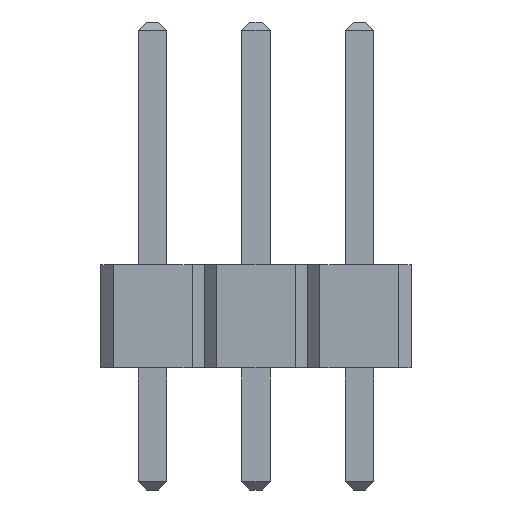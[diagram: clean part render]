
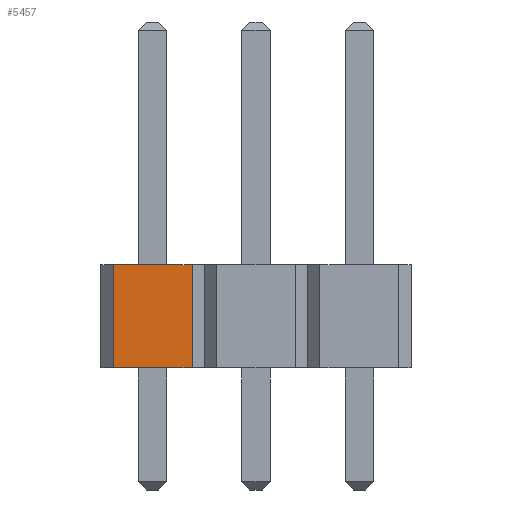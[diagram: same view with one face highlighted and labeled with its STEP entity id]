
A CAD part, front view. The second image highlights one B-rep face of the part: STEP entity #5457.
In plain terms, the highlighted planar face has unit normal (0, -1, 0).
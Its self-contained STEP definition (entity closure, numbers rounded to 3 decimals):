
#4907 = VERTEX_POINT('',#4908);
#4908 = CARTESIAN_POINT('',(-0.97,-24.13,0.));
#4914 = EDGE_CURVE('',#4915,#4907,#4917,.T.);
#4915 = VERTEX_POINT('',#4916);
#4916 = CARTESIAN_POINT('',(0.97,-24.13,0.));
#4917 = LINE('',#4918,#4919);
#4918 = CARTESIAN_POINT('',(1.27,-24.13,0.));
#4919 = VECTOR('',#4920,1.);
#4920 = DIRECTION('',(-1.,0.,0.));
#5129 = VERTEX_POINT('',#5130);
#5130 = CARTESIAN_POINT('',(-0.97,-24.13,2.54));
#5136 = EDGE_CURVE('',#5137,#5129,#5139,.T.);
#5137 = VERTEX_POINT('',#5138);
#5138 = CARTESIAN_POINT('',(0.97,-24.13,2.54));
#5139 = LINE('',#5140,#5141);
#5140 = CARTESIAN_POINT('',(1.27,-24.13,2.54));
#5141 = VECTOR('',#5142,1.);
#5142 = DIRECTION('',(-1.,0.,0.));
#5447 = EDGE_CURVE('',#4915,#5137,#5448,.T.);
#5448 = LINE('',#5449,#5450);
#5449 = CARTESIAN_POINT('',(0.97,-24.13,0.));
#5450 = VECTOR('',#5451,1.);
#5451 = DIRECTION('',(0.,0.,1.));
#5457 = ADVANCED_FACE('',(#5458),#5469,.T.);
#5458 = FACE_BOUND('',#5459,.T.);
#5459 = EDGE_LOOP('',(#5460,#5461,#5462,#5463));
#5460 = ORIENTED_EDGE('',*,*,#4914,.F.);
#5461 = ORIENTED_EDGE('',*,*,#5447,.T.);
#5462 = ORIENTED_EDGE('',*,*,#5136,.T.);
#5463 = ORIENTED_EDGE('',*,*,#5464,.F.);
#5464 = EDGE_CURVE('',#4907,#5129,#5465,.T.);
#5465 = LINE('',#5466,#5467);
#5466 = CARTESIAN_POINT('',(-0.97,-24.13,0.));
#5467 = VECTOR('',#5468,1.);
#5468 = DIRECTION('',(0.,0.,1.));
#5469 = PLANE('',#5470);
#5470 = AXIS2_PLACEMENT_3D('',#5471,#5472,#5473);
#5471 = CARTESIAN_POINT('',(1.27,-24.13,0.));
#5472 = DIRECTION('',(0.,-1.,0.));
#5473 = DIRECTION('',(-1.,0.,0.));
